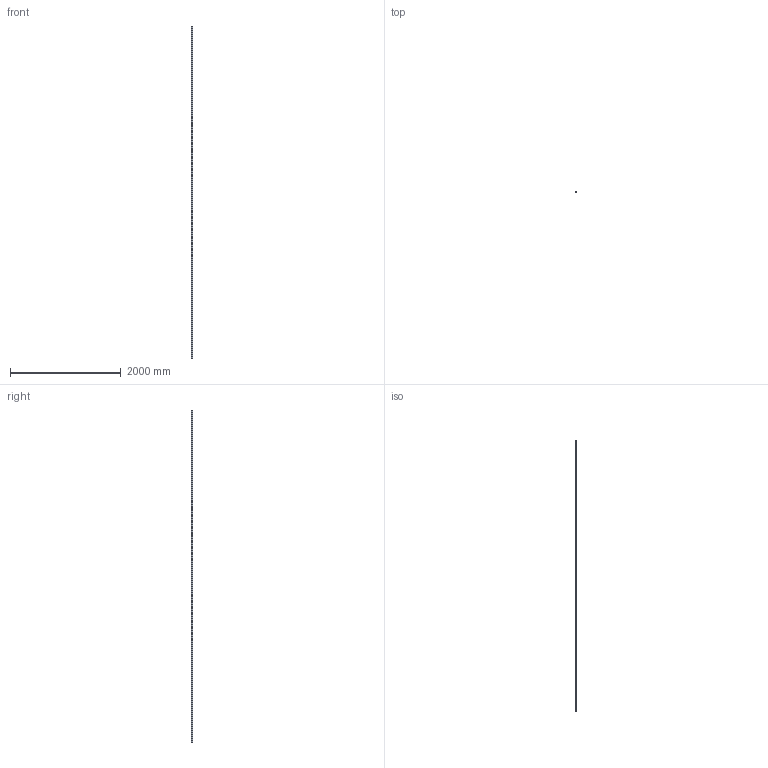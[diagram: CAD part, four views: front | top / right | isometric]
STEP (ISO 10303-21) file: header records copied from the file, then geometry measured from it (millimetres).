
FILE_DESCRIPTION (( 'STEP AP214' ), '1' );
FILE_NAME ('20x20 Slot 6 100mm.STEP', '2017-08-05T19:37:10', ( 'Ahmed' ), ( '' ), 'SwSTEP 2.0', 'SolidWorks 2016', '' );
FILE_SCHEMA (( 'AUTOMOTIVE_DESIGN' ));
Length unit declared in the file: millimetre
Products named in the file (2): 20x20 Slot 6 100mm
Bounding box: 20 x 20 x 6000 mm (x, y, z)
Volume: 855085.9 mm3; surface area: 1119595.8 mm2
Topology: 1 solids, 1 shells, 192 faces, 549 edges, 366 vertices
Faces by surface type: plane 116, cylinder 50, bspline 26
Entity records: 8082 total; most frequent: CARTESIAN_POINT 3087, ORIENTED_EDGE 1098, DIRECTION 933, EDGE_CURVE 549, LINE 397, VECTOR 397, VERTEX_POINT 366, AXIS2_PLACEMENT_3D 268
